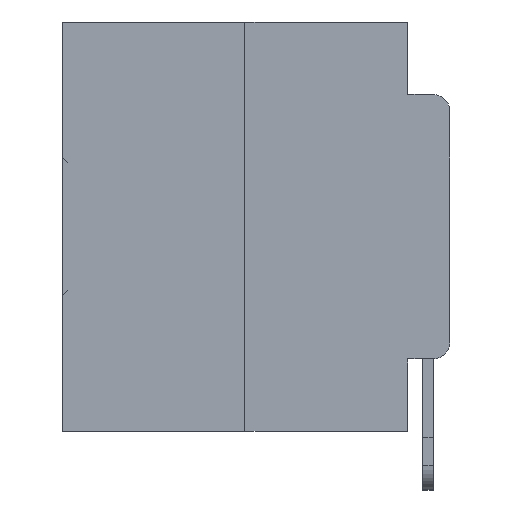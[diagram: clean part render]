
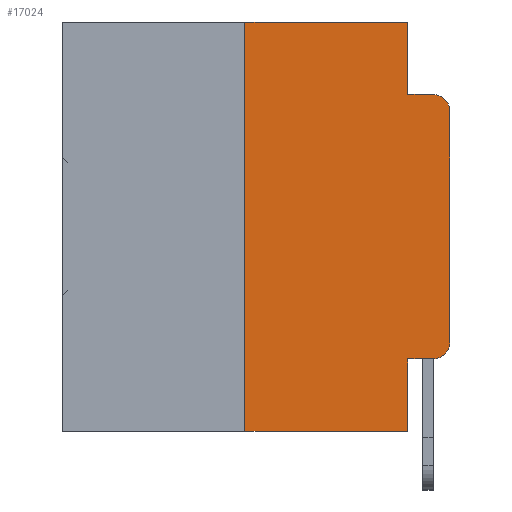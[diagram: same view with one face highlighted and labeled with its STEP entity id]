
A CAD part, left-side view. The second image highlights one B-rep face of the part: STEP entity #17024.
In plain terms, the highlighted planar face has unit normal (-1, 0, 0).
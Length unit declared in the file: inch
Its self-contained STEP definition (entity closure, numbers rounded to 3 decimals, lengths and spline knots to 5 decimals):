
#23 = CARTESIAN_POINT ( 'NONE',  ( 0., 0.25, 0. ) ) ;
#609 = VERTEX_POINT ( 'NONE', #13293 ) ;
#969 = LINE ( 'NONE', #4633, #14577 ) ;
#1198 = CARTESIAN_POINT ( 'NONE',  ( 0., 0.051, 0. ) ) ;
#1315 = VERTEX_POINT ( 'NONE', #23 ) ;
#1655 = ORIENTED_EDGE ( 'NONE', *, *, #30938, .F. ) ;
#2453 = LINE ( 'NONE', #15387, #22693 ) ;
#2916 = VECTOR ( 'NONE', #31151, 39.37008 ) ;
#3024 = VECTOR ( 'NONE', #11988, 39.37008 ) ;
#3153 = CARTESIAN_POINT ( 'NONE',  ( 0., 0.02, -0.0885 ) ) ;
#3831 = CARTESIAN_POINT ( 'NONE',  ( 0., 0., 0. ) ) ;
#4108 = DIRECTION ( 'NONE',  ( -1., 0., 0. ) ) ;
#4633 = CARTESIAN_POINT ( 'NONE',  ( 0., 0.051, -0.0885 ) ) ;
#5110 = CARTESIAN_POINT ( 'NONE',  ( 0., 0.473, -0.5 ) ) ;
#5785 = CARTESIAN_POINT ( 'NONE',  ( 0., 0.051, -0.5 ) ) ;
#6107 = CARTESIAN_POINT ( 'NONE',  ( 0., 0.473, 0. ) ) ;
#6582 = CARTESIAN_POINT ( 'NONE',  ( 0., 0.051, -0.4115 ) ) ;
#7066 = LINE ( 'NONE', #5110, #12516 ) ;
#7363 = VERTEX_POINT ( 'NONE', #5785 ) ;
#7446 = DIRECTION ( 'NONE',  ( 0., -1., 0. ) ) ;
#7535 = DIRECTION ( 'NONE',  ( 0., -1., 0. ) ) ;
#7680 = CIRCLE ( 'NONE', #20460, 0.02 ) ;
#7912 = DIRECTION ( 'NONE',  ( 0., -1., 0. ) ) ;
#8057 = EDGE_CURVE ( 'NONE', #22783, #29895, #7680, .T. ) ;
#8122 = CARTESIAN_POINT ( 'NONE',  ( 0., 0.02, -0.3915 ) ) ;
#8558 = ORIENTED_EDGE ( 'NONE', *, *, #33491, .T. ) ;
#8815 = VECTOR ( 'NONE', #19665, 39.37008 ) ;
#8858 = DIRECTION ( 'NONE',  ( 0., 0., -1. ) ) ;
#9869 = EDGE_CURVE ( 'NONE', #19337, #22783, #10334, .T. ) ;
#10334 = LINE ( 'NONE', #6582, #3024 ) ;
#10833 = DIRECTION ( 'NONE',  ( 0., 0., -1. ) ) ;
#11111 = ORIENTED_EDGE ( 'NONE', *, *, #21941, .F. ) ;
#11290 = DIRECTION ( 'NONE',  ( 0., 0., 1. ) ) ;
#11988 = DIRECTION ( 'NONE',  ( 0., -1., 0. ) ) ;
#12516 = VECTOR ( 'NONE', #7912, 39.37008 ) ;
#13293 = CARTESIAN_POINT ( 'NONE',  ( 0., 0.051, 0. ) ) ;
#13715 = AXIS2_PLACEMENT_3D ( 'NONE', #19941, #4108, #22966 ) ;
#13993 = ORIENTED_EDGE ( 'NONE', *, *, #18350, .T. ) ;
#14074 = PLANE ( 'NONE',  #33053 ) ;
#14080 = VERTEX_POINT ( 'NONE', #19745 ) ;
#14577 = VECTOR ( 'NONE', #7446, 39.37008 ) ;
#15132 = EDGE_CURVE ( 'NONE', #19337, #7363, #29261, .T. ) ;
#15387 = CARTESIAN_POINT ( 'NONE',  ( 0., 0.473, 0. ) ) ;
#15810 = LINE ( 'NONE', #3831, #8815 ) ;
#16140 = CARTESIAN_POINT ( 'NONE',  ( 0., 0.051, 0. ) ) ;
#16653 = VECTOR ( 'NONE', #24827, 39.37008 ) ;
#17024 = ADVANCED_FACE ( 'NONE', ( #17437 ), #14074, .F. ) ;
#17163 = ORIENTED_EDGE ( 'NONE', *, *, #31901, .T. ) ;
#17437 = FACE_OUTER_BOUND ( 'NONE', #30323, .T. ) ;
#17945 = CARTESIAN_POINT ( 'NONE',  ( 0., 0.051, -0.0885 ) ) ;
#18350 = EDGE_CURVE ( 'NONE', #19986, #7363, #7066, .T. ) ;
#18551 = EDGE_CURVE ( 'NONE', #19986, #1315, #21339, .T. ) ;
#19337 = VERTEX_POINT ( 'NONE', #31788 ) ;
#19665 = DIRECTION ( 'NONE',  ( 0., 0., 1. ) ) ;
#19745 = CARTESIAN_POINT ( 'NONE',  ( 0., 0., -0.1085 ) ) ;
#19941 = CARTESIAN_POINT ( 'NONE',  ( 0., 0.02, -0.1085 ) ) ;
#19986 = VERTEX_POINT ( 'NONE', #24537 ) ;
#20460 = AXIS2_PLACEMENT_3D ( 'NONE', #8122, #26124, #10833 ) ;
#21339 = LINE ( 'NONE', #29059, #32907 ) ;
#21568 = ORIENTED_EDGE ( 'NONE', *, *, #9869, .T. ) ;
#21941 = EDGE_CURVE ( 'NONE', #609, #26193, #23902, .T. ) ;
#22693 = VECTOR ( 'NONE', #7535, 39.37008 ) ;
#22783 = VERTEX_POINT ( 'NONE', #24722 ) ;
#22966 = DIRECTION ( 'NONE',  ( 0., 0., -1. ) ) ;
#23902 = LINE ( 'NONE', #16140, #2916 ) ;
#23943 = ORIENTED_EDGE ( 'NONE', *, *, #28681, .F. ) ;
#24316 = DIRECTION ( 'NONE',  ( 1., 0., 0. ) ) ;
#24537 = CARTESIAN_POINT ( 'NONE',  ( 0., 0.25, -0.5 ) ) ;
#24722 = CARTESIAN_POINT ( 'NONE',  ( 0., 0.02, -0.4115 ) ) ;
#24751 = CARTESIAN_POINT ( 'NONE',  ( 0., 0., -0.3915 ) ) ;
#24827 = DIRECTION ( 'NONE',  ( 0., 0., -1. ) ) ;
#25116 = ORIENTED_EDGE ( 'NONE', *, *, #18551, .F. ) ;
#26124 = DIRECTION ( 'NONE',  ( -1., 0., 0. ) ) ;
#26193 = VERTEX_POINT ( 'NONE', #17945 ) ;
#27470 = ORIENTED_EDGE ( 'NONE', *, *, #15132, .F. ) ;
#28681 = EDGE_CURVE ( 'NONE', #26193, #31708, #969, .T. ) ;
#29059 = CARTESIAN_POINT ( 'NONE',  ( 0., 0.25, 0. ) ) ;
#29261 = LINE ( 'NONE', #1198, #16653 ) ;
#29778 = ORIENTED_EDGE ( 'NONE', *, *, #8057, .T. ) ;
#29895 = VERTEX_POINT ( 'NONE', #24751 ) ;
#30323 = EDGE_LOOP ( 'NONE', ( #8558, #17163, #23943, #11111, #1655, #25116, #13993, #27470, #21568, #29778 ) ) ;
#30938 = EDGE_CURVE ( 'NONE', #1315, #609, #2453, .T. ) ;
#31151 = DIRECTION ( 'NONE',  ( 0., 0., -1. ) ) ;
#31187 = CIRCLE ( 'NONE', #13715, 0.02 ) ;
#31708 = VERTEX_POINT ( 'NONE', #3153 ) ;
#31788 = CARTESIAN_POINT ( 'NONE',  ( 0., 0.051, -0.4115 ) ) ;
#31901 = EDGE_CURVE ( 'NONE', #14080, #31708, #31187, .T. ) ;
#32907 = VECTOR ( 'NONE', #11290, 39.37008 ) ;
#33053 = AXIS2_PLACEMENT_3D ( 'NONE', #6107, #24316, #8858 ) ;
#33491 = EDGE_CURVE ( 'NONE', #29895, #14080, #15810, .T. ) ;
